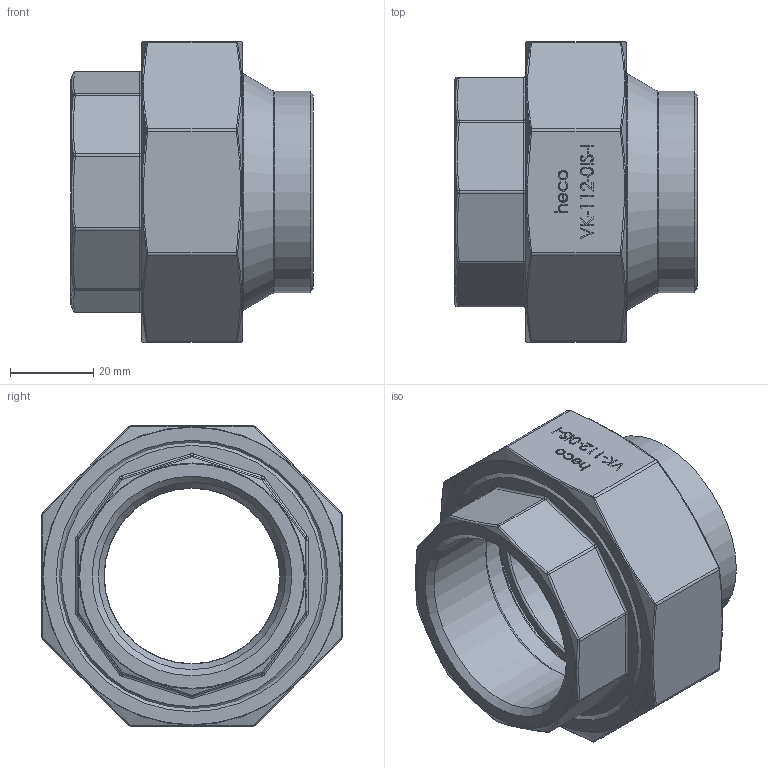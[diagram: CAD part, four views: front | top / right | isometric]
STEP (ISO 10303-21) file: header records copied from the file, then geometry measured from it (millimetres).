
FILE_DESCRIPTION (( 'STEP AP214' ), '1' );
FILE_NAME ('VK-112-0IS-I Verschraubung konisch 2202.STEP', '2022-02-08T09:55:55', ( '' ), ( '' ), 'SwSTEP 2.0', 'SolidWorks 2019', '' );
FILE_SCHEMA (( 'AUTOMOTIVE_DESIGN' ));
Length unit declared in the file: millimetre
Products named in the file (1): VK-112-0IS-I Verschraubung konisch 2202
Bounding box: 58 x 72 x 72 mm (x, y, z)
Volume: 83439.1 mm3; surface area: 37506.7 mm2
Topology: 3 solids, 3 shells, 321 faces, 775 edges, 486 vertices
Faces by surface type: plane 121, bspline 117, cylinder 38, torus 32, cone 13
Full cylindrical faces by diameter (mm): 42 x1, 44.843 x1, 48.3 x1, 49 x2, 58.5 x1, 59 x1, 62.5 x1, 62.84 x1, 65 x1
Entity records: 16953 total; most frequent: CARTESIAN_POINT 6909, ORIENTED_EDGE 1432, DIRECTION 1040, EDGE_CURVE 716, VERTEX_POINT 472, EDGE_LOOP 398, FACE_OUTER_BOUND 353, AXIS2_PLACEMENT_3D 353
